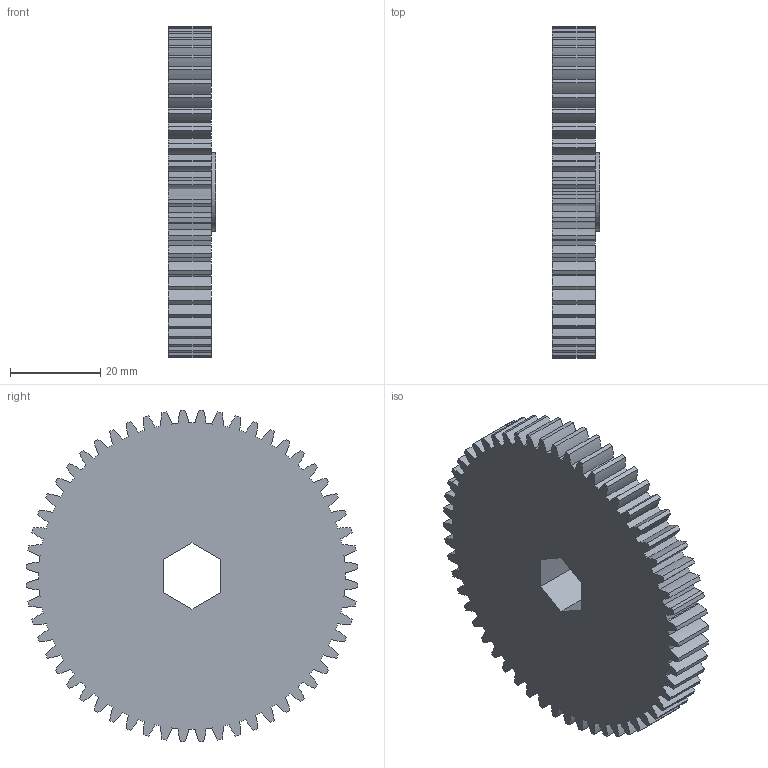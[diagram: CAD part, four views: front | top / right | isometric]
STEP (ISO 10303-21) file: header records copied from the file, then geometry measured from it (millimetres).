
FILE_DESCRIPTION (( 'STEP AP203' ), '1' );
FILE_NAME ('56.hex500.AM.STEP', '2014-06-22T03:39:54', ( '' ), ( '' ), 'SwSTEP 2.0', 'SolidWorks 2013', '' );
FILE_SCHEMA (( 'CONFIG_CONTROL_DESIGN' ));
Length unit declared in the file: inch
Products named in the file (1): 56.hex500.AM
Bounding box: 10.44 x 73.59 x 73.59 mm (x, y, z)
Volume: 36119.1 mm3; surface area: 12494.5 mm2
Topology: 1 solids, 1 shells, 240 faces, 711 edges, 474 vertices
Faces by surface type: cylinder 231, plane 9
Entity records: 8400 total; most frequent: DIRECTION 1655, CARTESIAN_POINT 1426, ORIENTED_EDGE 1422, EDGE_CURVE 711, AXIS2_PLACEMENT_3D 703, VERTEX_POINT 474, CIRCLE 462, LINE 249
